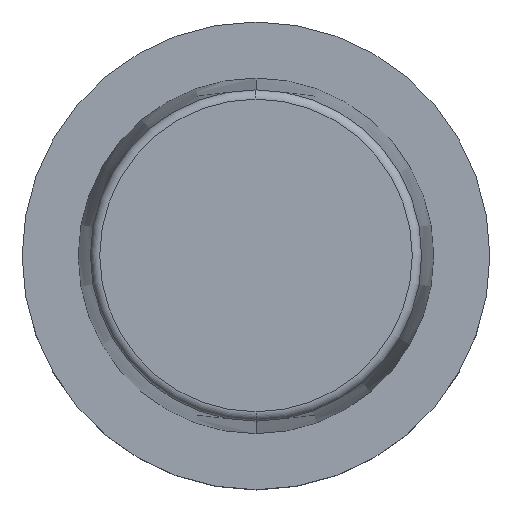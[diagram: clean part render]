
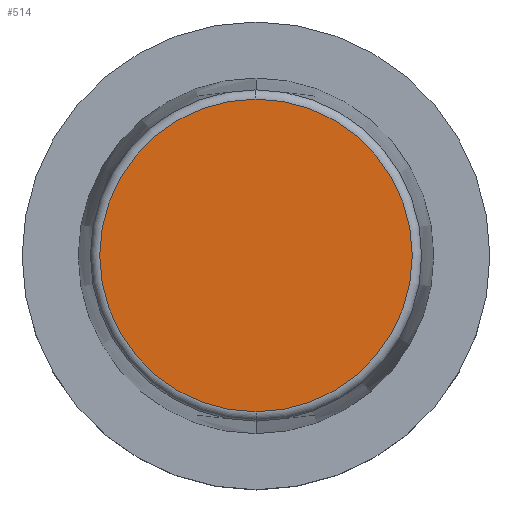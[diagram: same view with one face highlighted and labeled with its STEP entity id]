
A CAD part, top view. The second image highlights one B-rep face of the part: STEP entity #514.
In plain terms, the highlighted planar face has unit normal (0, 0, 1).
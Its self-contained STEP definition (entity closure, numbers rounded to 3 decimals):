
#238=VERTEX_POINT('',#633);
#310=EDGE_CURVE('',#560,#238,#712,.T.);
#350=EDGE_CURVE('',#238,#560,#756,.T.);
#514=ADVANCED_FACE('',(#938),#939,.T.);
#560=VERTEX_POINT('',#997);
#633=CARTESIAN_POINT('',(0.0,33.41,50.0));
#712=CIRCLE('',#1177,33.41);
#756=CIRCLE('',#1236,33.41);
#938=FACE_OUTER_BOUND('',#1474,.T.);
#939=PLANE('',#1475);
#997=CARTESIAN_POINT('',(0.,-33.41,50.0));
#1177=AXIS2_PLACEMENT_3D('',#1714,#1715,#1716);
#1236=AXIS2_PLACEMENT_3D('',#1776,#1777,#1778);
#1474=EDGE_LOOP('',(#2007,#2008));
#1475=AXIS2_PLACEMENT_3D('',#2009,#2010,#2011);
#1714=CARTESIAN_POINT('',(0.0,0.0,50.0));
#1715=DIRECTION('',(0.0,0.0,-1.0));
#1716=DIRECTION('',(0.0,1.0,0.0));
#1776=CARTESIAN_POINT('',(0.0,0.0,50.0));
#1777=DIRECTION('',(0.0,0.0,-1.0));
#1778=DIRECTION('',(0.0,1.0,0.0));
#2007=ORIENTED_EDGE('',*,*,#350,.F.);
#2008=ORIENTED_EDGE('',*,*,#310,.F.);
#2009=CARTESIAN_POINT('',(0.0,16.705,50.0));
#2010=DIRECTION('',(-0.0,0.0,1.0));
#2011=DIRECTION('',(0.0,-1.0,0.0));
